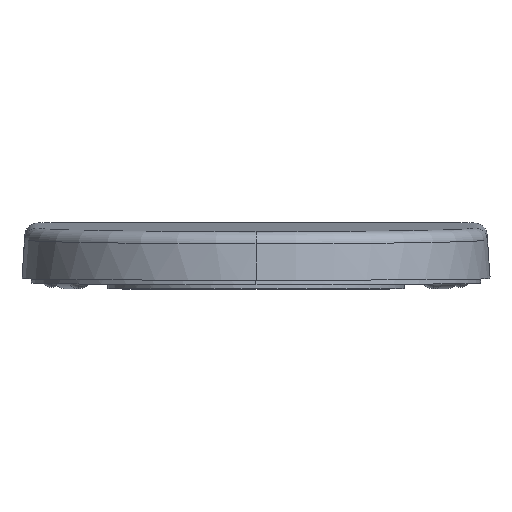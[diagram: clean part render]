
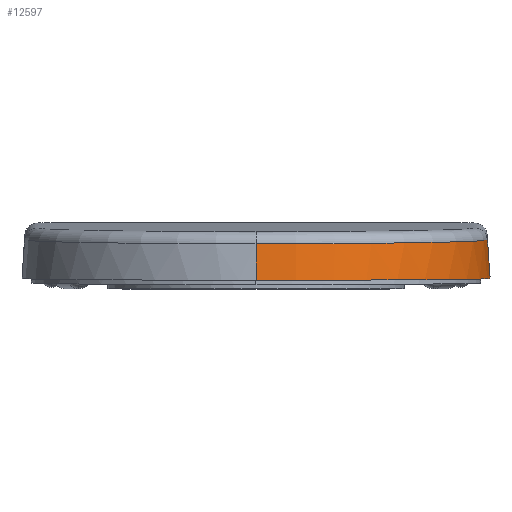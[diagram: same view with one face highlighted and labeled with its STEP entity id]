
A CAD part, top view. The second image highlights one B-rep face of the part: STEP entity #12597.
In plain terms, the highlighted conical face has half-angle 4 degrees and reference radius 181.5 mm.
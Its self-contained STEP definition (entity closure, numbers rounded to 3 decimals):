
#401 = ORIENTED_EDGE ( 'NONE', *, *, #11321, .T. ) ;
#613 = LINE ( 'NONE', #4428, #9677 ) ;
#737 = ORIENTED_EDGE ( 'NONE', *, *, #3600, .T. ) ;
#1438 = CARTESIAN_POINT ( 'NONE',  ( 0., 47.795, -333.281 ) ) ;
#1647 = CARTESIAN_POINT ( 'NONE',  ( 184.281, 8.033, -334.01 ) ) ;
#2618 = EDGE_CURVE ( 'NONE', #12478, #13357, #5851, .T. ) ;
#2863 = CARTESIAN_POINT ( 'NONE',  ( 107.892, 6.426, -149.851 ) ) ;
#3075 = DIRECTION ( 'NONE',  ( -0.07, 0.997, 0.018 ) ) ;
#3600 = EDGE_CURVE ( 'NONE', #9638, #12478, #613, .T. ) ;
#3725 = CONICAL_SURFACE ( 'NONE', #11476, 181.5, 0.07 ) ;
#3754 = DIRECTION ( 'NONE',  ( 0., -1., -0.018 ) ) ;
#3875 = CARTESIAN_POINT ( 'NONE',  ( 0., 44.469, -151.811 ) ) ;
#3892 = CARTESIAN_POINT ( 'NONE',  ( 184.281, 8.033, -334.01 ) ) ;
#4428 = CARTESIAN_POINT ( 'NONE',  ( 181.5, 47.795, -333.281 ) ) ;
#4476 = ORIENTED_EDGE ( 'NONE', *, *, #2618, .T. ) ;
#5239 = CARTESIAN_POINT ( 'NONE',  ( 0., 6.426, -149.851 ) ) ;
#5731 = EDGE_LOOP ( 'NONE', ( #4476, #401, #13730, #737 ) ) ;
#5851 = CIRCLE ( 'NONE', #13052, 182.15 ) ;
#6058 = CARTESIAN_POINT ( 'NONE',  ( 0., 35.156, -151.331 ) ) ;
#6385 = DIRECTION ( 'NONE',  ( 0., -1., -0.018 ) ) ;
#7122 = DIRECTION ( 'NONE',  ( 0., -0.018, 1. ) ) ;
#7667 = FACE_OUTER_BOUND ( 'NONE', #5731, .T. ) ;
#9234 = CARTESIAN_POINT ( 'NONE',  ( 0., 6.426, -149.851 ) ) ;
#9449 = CARTESIAN_POINT ( 'NONE',  ( 182.15, 38.494, -333.451 ) ) ;
#9638 = VERTEX_POINT ( 'NONE', #3892 ) ;
#9677 = VECTOR ( 'NONE', #3075, 1000. ) ;
#9860 = LINE ( 'NONE', #3875, #13117 ) ;
#9898 = DIRECTION ( 'NONE',  ( 0., -0.018, 1. ) ) ;
#10349 = EDGE_CURVE ( 'NONE', #14124, #9638, #15280, .T. ) ;
#10805 = CARTESIAN_POINT ( 'NONE',  ( 0., 38.494, -333.451 ) ) ;
#11321 = EDGE_CURVE ( 'NONE', #13357, #14124, #9860, .T. ) ;
#11476 = AXIS2_PLACEMENT_3D ( 'NONE', #1438, #6385, #9898 ) ;
#12404 = CARTESIAN_POINT ( 'NONE',  ( 184.208, 7.092, -226.117 ) ) ;
#12478 = VERTEX_POINT ( 'NONE', #9449 ) ;
#12597 = ADVANCED_FACE ( 'NONE', ( #7667 ), #3725, .T. ) ;
#13052 = AXIS2_PLACEMENT_3D ( 'NONE', #10805, #3754, #7122 ) ;
#13117 = VECTOR ( 'NONE', #13441, 1000. ) ;
#13357 = VERTEX_POINT ( 'NONE', #6058 ) ;
#13441 = DIRECTION ( 'NONE',  ( 0., -0.999, 0.051 ) ) ;
#13730 = ORIENTED_EDGE ( 'NONE', *, *, #10349, .T. ) ;
#14124 = VERTEX_POINT ( 'NONE', #9234 ) ;
#15280 =( BOUNDED_CURVE ( )  B_SPLINE_CURVE ( 3, ( #5239, #2863, #12404, #1647 ),
 .UNSPECIFIED., .F., .F. ) 
 B_SPLINE_CURVE_WITH_KNOTS ( ( 4, 4 ),
 ( 3.142, 4.712 ),
 .UNSPECIFIED. ) 
 CURVE ( )  GEOMETRIC_REPRESENTATION_ITEM ( )  RATIONAL_B_SPLINE_CURVE ( ( 1., 0.805, 0.805, 1. ) ) 
 REPRESENTATION_ITEM ( '' )  );
